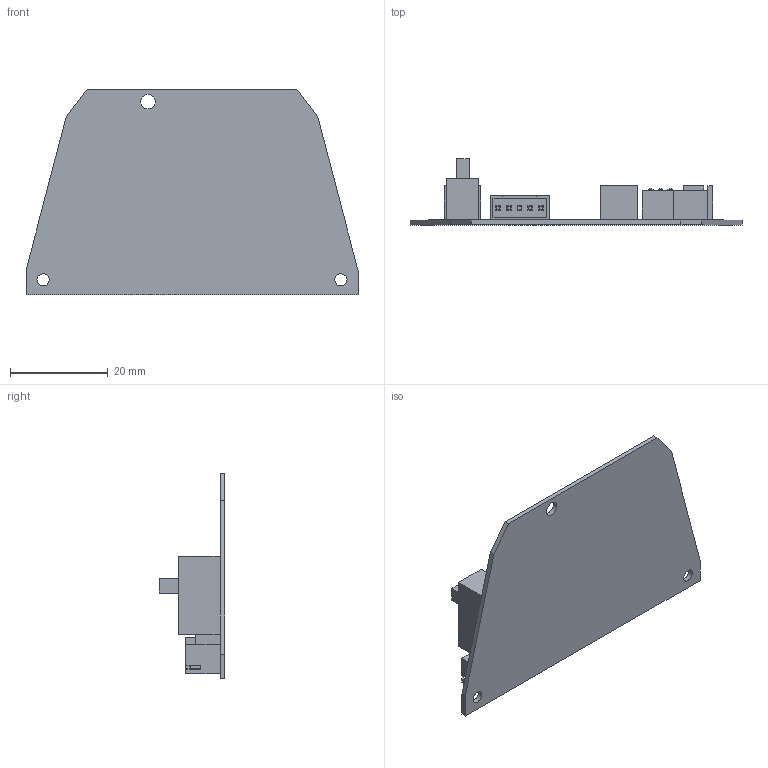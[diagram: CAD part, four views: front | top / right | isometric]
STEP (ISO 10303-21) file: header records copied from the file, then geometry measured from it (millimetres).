
FILE_DESCRIPTION((''),'2;1');
FILE_NAME('PRT0002','2023-05-15T21:23:05',('Mohammad Sabouri'),(''),'CREO PARAMETRIC BY PTC INC, 2022414','CREO PARAMETRIC BY PTC INC, 2022414','');
FILE_SCHEMA(('CONFIG_CONTROL_DESIGN'));
Length unit declared in the file: millimetre
Products named in the file (1): PRT0002
Bounding box: 68 x 13.5 x 42 mm (x, y, z)
Volume: 4083.2 mm3; surface area: 8894.5 mm2
Topology: 28 solids, 28 shells, 358 faces, 834 edges, 532 vertices
Faces by surface type: plane 352, cylinder 6
Entity records: 9898 total; most frequent: CARTESIAN_POINT 1724, ORIENTED_EDGE 1668, DIRECTION 1562, EDGE_CURVE 834, VECTOR 822, LINE 822, VERTEX_POINT 532, AXIS2_PLACEMENT_3D 370
